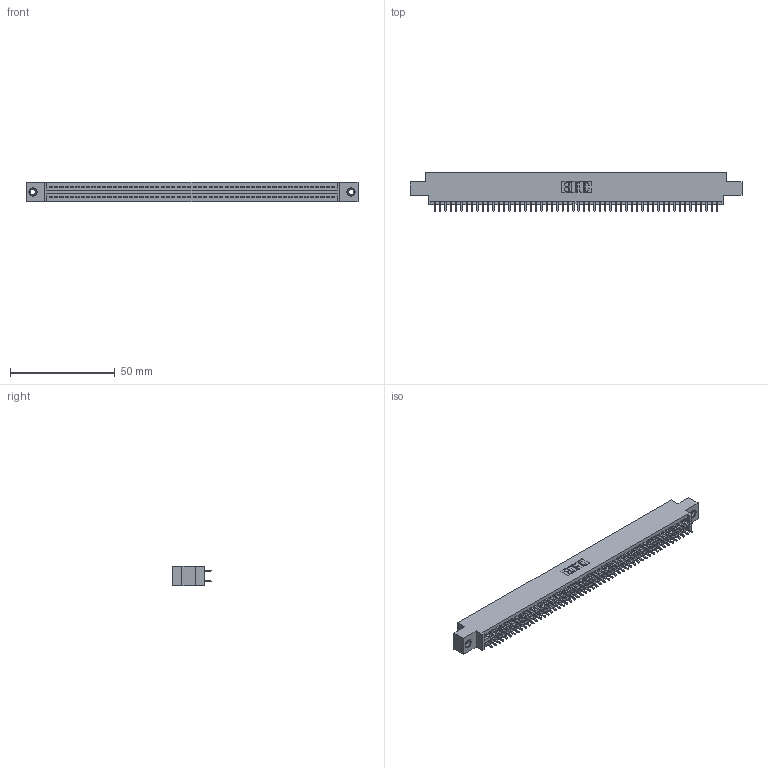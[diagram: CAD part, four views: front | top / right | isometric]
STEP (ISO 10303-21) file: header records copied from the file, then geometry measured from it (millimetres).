
FILE_DESCRIPTION (( 'STEP AP203' ), '1' );
FILE_NAME ('395-108-521-807.STEP', '2019-10-27T07:12:33', ( '' ), ( '' ), 'SwSTEP 2.0', 'SolidWorks 2016', '' );
FILE_SCHEMA (( 'CONFIG_CONTROL_DESIGN' ));
Length unit declared in the file: inch
Products named in the file (4): 345 Part_0.170 Offset - 0.156 Dia-TI; 345-292-001_345-293-121; 345-250-001_345-250-005-103; 395-108-521-807
Assembly tree (111 placements, depth 2):
  395-108-521-807
    345 Part_0.170 Offset - 0.156 Dia-TI
    345-292-001_345-293-121  x108
    345-250-001_345-250-005-103  x2
Bounding box: 158.37 x 18.72 x 9.4 mm (x, y, z)
Volume: 15324.5 mm3; surface area: 22769.1 mm2
Topology: 111 solids, 111 shells, 5590 faces, 16581 edges, 10902 vertices
Faces by surface type: plane 3680, cylinder 1894, cone 12, torus 4
Entity records: 42090 total; most frequent: CARTESIAN_POINT 7027, ORIENTED_EDGE 6954, DIRECTION 6207, EDGE_CURVE 3477, LINE 3109, VECTOR 3109, VERTEX_POINT 2312, AXIS2_PLACEMENT_3D 1549
